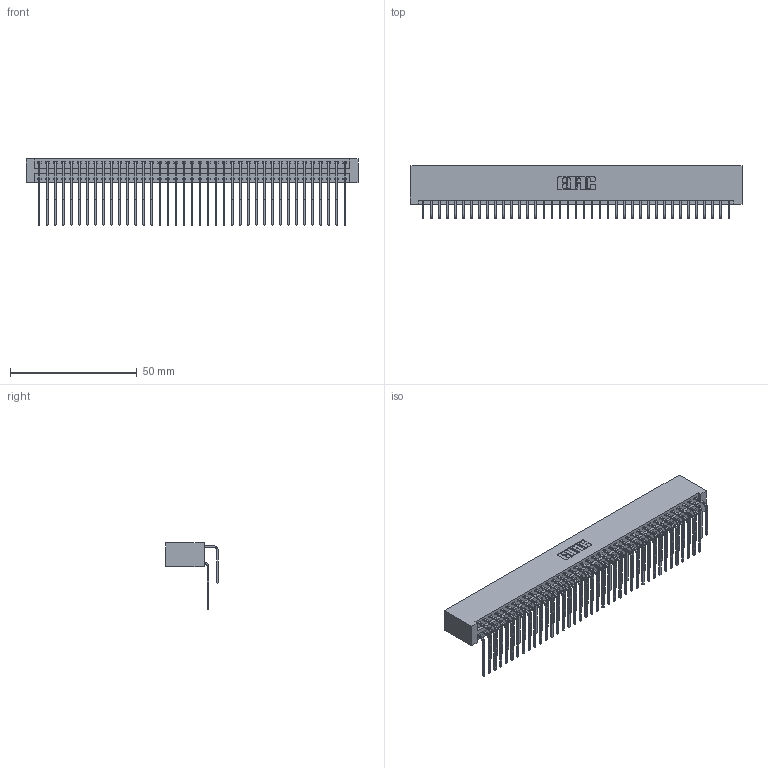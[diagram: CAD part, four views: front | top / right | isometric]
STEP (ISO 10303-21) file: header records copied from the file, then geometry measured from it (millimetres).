
FILE_DESCRIPTION (( 'STEP AP203' ), '1' );
FILE_NAME ('396-078-559-201.STEP', '2018-09-09T19:27:22', ( '' ), ( '' ), 'SwSTEP 2.0', 'SolidWorks 2016', '' );
FILE_SCHEMA (( 'CONFIG_CONTROL_DESIGN' ));
Length unit declared in the file: inch
Products named in the file (4): 345-292-001_559 Tail - 2; 396-078-559-201; 346 Part_No Mounting Lugs; 345-292-001_558 559 Tail - 1
Assembly tree (79 placements, depth 2):
  396-078-559-201
    346 Part_No Mounting Lugs
    345-292-001_558 559 Tail - 1  x39
    345-292-001_559 Tail - 2  x39
Bounding box: 131.06 x 20.89 x 26.16 mm (x, y, z)
Volume: 13780.3 mm3; surface area: 21216.6 mm2
Topology: 79 solids, 79 shells, 4326 faces, 12863 edges, 8470 vertices
Faces by surface type: plane 2958, cylinder 1368
Entity records: 27363 total; most frequent: CARTESIAN_POINT 4563, ORIENTED_EDGE 4446, DIRECTION 4039, EDGE_CURVE 2223, LINE 1903, VECTOR 1903, VERTEX_POINT 1478, AXIS2_PLACEMENT_3D 1068
